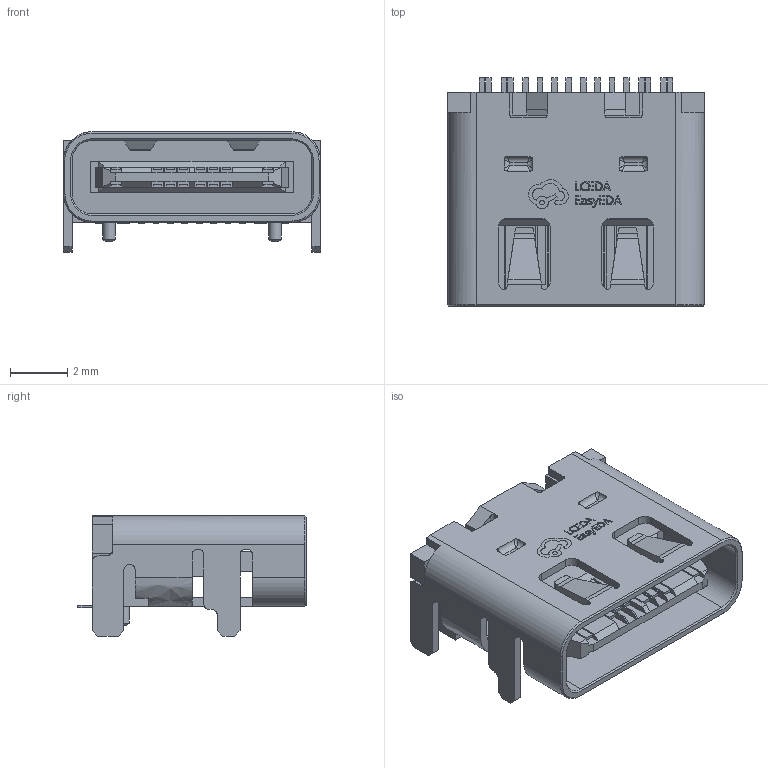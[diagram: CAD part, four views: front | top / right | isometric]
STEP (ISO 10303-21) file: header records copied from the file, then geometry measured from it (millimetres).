
FILE_DESCRIPTION(('Open CASCADE Model'),'2;1');
FILE_NAME('Open CASCADE Shape Model','2025-10-19T22:15:18',('Author'),( 'Open CASCADE'),'Open CASCADE STEP processor 7.9','Open CASCADE 7.9' ,'Unknown');
FILE_SCHEMA(('AUTOMOTIVE_DESIGN { 1 0 10303 214 1 1 1 1 }'));
Length unit declared in the file: millimetre
Products named in the file (1): COMPOUND
Bounding box: 8.95 x 7.95 x 4.2 mm (x, y, z)
Volume: 114.9 mm3; surface area: 529.1 mm2
Topology: 42 solids, 42 shells, 891 faces, 2286 edges, 1472 vertices
Faces by surface type: bspline 891
Entity records: 32458 total; most frequent: CARTESIAN_POINT 12035, ORIENTED_EDGE 4540, EDGE_CURVE 2270, B_SPLINE_CURVE_WITH_KNOTS 2022, VERTEX_POINT 1472, PRESENTATION_STYLE_ASSIGNMENT 932, SURFACE_STYLE_USAGE 932, SURFACE_SIDE_STYLE 932
